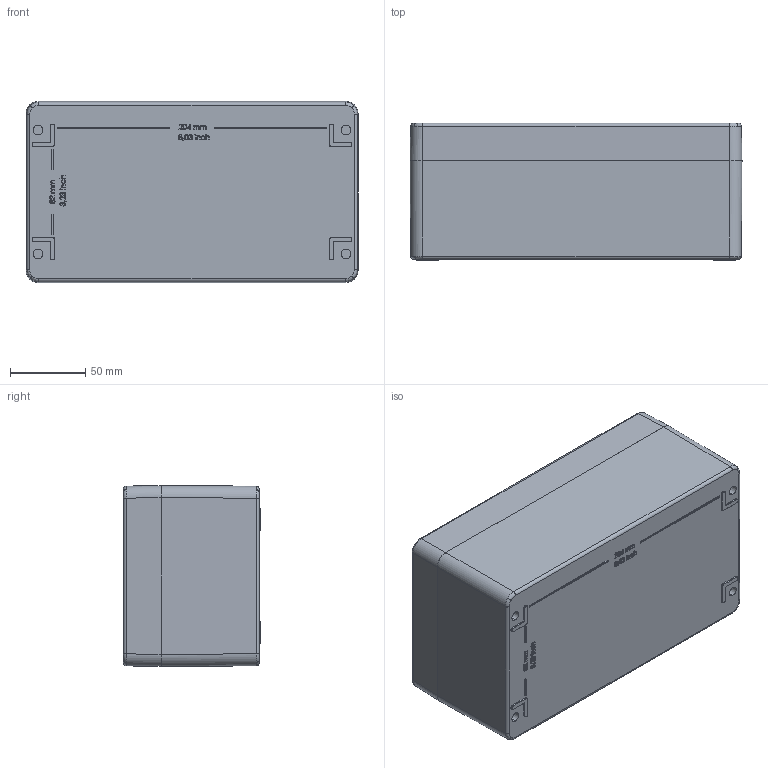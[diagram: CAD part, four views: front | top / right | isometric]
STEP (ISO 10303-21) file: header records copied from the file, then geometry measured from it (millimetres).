
FILE_DESCRIPTION (( 'STEP AP214' ), '1' );
FILE_NAME ('62122209.STEP', '2017-06-30T10:33:21', ( 'Macha' ), ( 'Hewlett-Packard Company' ), 'SwSTEP 2.0', 'SolidWorks 2015', '' );
FILE_SCHEMA (( 'AUTOMOTIVE_DESIGN' ));
Length unit declared in the file: millimetre
Products named in the file (8): 86222; 21659_Unterteil; 62122209; 82014_630; 93136; 21658; 21659; 86224
Assembly tree (18 placements, depth 3):
  62122209
    21659
      21659_Unterteil
      86222  x6
      86224  x4
    21658
    93136  x4
    82014_630
Bounding box: 220 x 91 x 120 mm (x, y, z)
Volume: 589202.6 mm3; surface area: 241533 mm2
Topology: 17 solids, 17 shells, 1692 faces, 4282 edges, 2706 vertices
Faces by surface type: plane 694, bspline 428, cylinder 266, cone 204, torus 92, sphere 8
Entity records: 60560 total; most frequent: CARTESIAN_POINT 31114, ORIENTED_EDGE 6780, DIRECTION 4798, EDGE_CURVE 3390, VERTEX_POINT 2168, LINE 1798, VECTOR 1798, AXIS2_PLACEMENT_3D 1500
